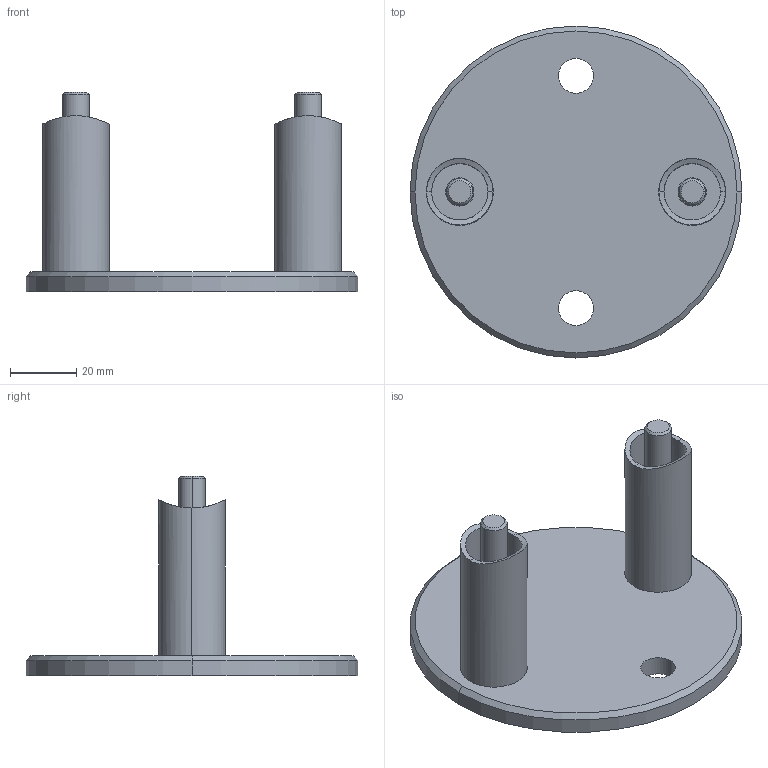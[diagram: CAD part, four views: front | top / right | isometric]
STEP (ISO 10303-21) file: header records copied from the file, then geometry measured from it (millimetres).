
FILE_DESCRIPTION (( 'STEP AP203' ), '1' );
FILE_NAME ('A6_022-042.STEP', '2024-03-21T11:52:09', ( '' ), ( '' ), 'SwSTEP 2.0', 'SolidWorks 2019', '' );
FILE_SCHEMA (( 'CONFIG_CONTROL_DESIGN' ));
Length unit declared in the file: millimetre
Products named in the file (4): A6_022-042; Skrutka DIN 7991_Skrutka M 8x 60; A6_022-042.P2; A6_022-042.P1
Assembly tree (5 placements, depth 2):
  A6_022-042
    A6_022-042.P1
    A6_022-042.P2  x2
    Skrutka DIN 7991_Skrutka M 8x 60  x2
Bounding box: 100 x 100 x 60.04 mm (x, y, z)
Volume: 58669.5 mm3; surface area: 32382.2 mm2
Topology: 5 solids, 5 shells, 72 faces, 154 edges, 94 vertices
Faces by surface type: cylinder 34, plane 24, cone 14
Entity records: 1991 total; most frequent: CARTESIAN_POINT 417, DIRECTION 260, ORIENTED_EDGE 208, AXIS2_PLACEMENT_3D 104, EDGE_CURVE 104, VERTEX_POINT 64, EDGE_LOOP 60, VECTOR 52
